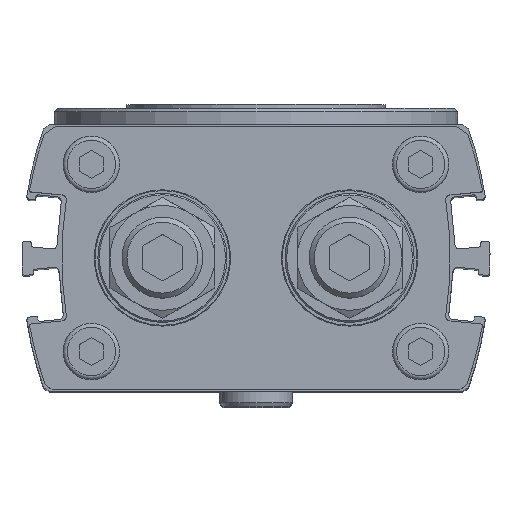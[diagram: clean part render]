
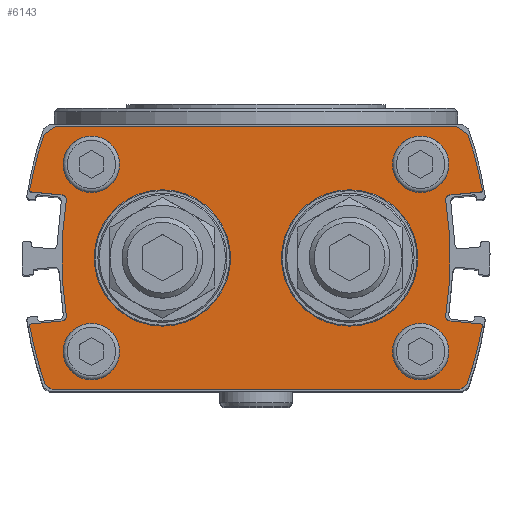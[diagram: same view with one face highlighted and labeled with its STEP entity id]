
A CAD part, top view. The second image highlights one B-rep face of the part: STEP entity #6143.
In plain terms, the highlighted planar face has unit normal (0, 0, 1).
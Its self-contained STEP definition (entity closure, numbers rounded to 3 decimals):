
#244=PLANE('',#6751);
#617=LINE('',#9876,#1081);
#621=LINE('',#9886,#1085);
#623=LINE('',#9890,#1087);
#625=LINE('',#9894,#1089);
#628=LINE('',#9902,#1092);
#633=LINE('',#9918,#1097);
#636=LINE('',#9926,#1100);
#638=LINE('',#9930,#1102);
#640=LINE('',#9934,#1104);
#643=LINE('',#9942,#1107);
#1081=VECTOR('',#7933,1000.);
#1085=VECTOR('',#7943,1000.);
#1087=VECTOR('',#7947,1000.);
#1089=VECTOR('',#7951,1000.);
#1092=VECTOR('',#7960,1000.);
#1097=VECTOR('',#7979,1000.);
#1100=VECTOR('',#7988,1000.);
#1102=VECTOR('',#7992,1000.);
#1104=VECTOR('',#7996,1000.);
#1107=VECTOR('',#8005,1000.);
#2052=ORIENTED_EDGE('',*,*,#3382,.F.);
#2053=ORIENTED_EDGE('',*,*,#3383,.F.);
#2054=ORIENTED_EDGE('',*,*,#3384,.F.);
#2055=ORIENTED_EDGE('',*,*,#3385,.F.);
#2056=ORIENTED_EDGE('',*,*,#3386,.F.);
#2057=ORIENTED_EDGE('',*,*,#3387,.F.);
#2058=ORIENTED_EDGE('',*,*,#3343,.T.);
#2059=ORIENTED_EDGE('',*,*,#3346,.T.);
#2060=ORIENTED_EDGE('',*,*,#3348,.T.);
#2061=ORIENTED_EDGE('',*,*,#3350,.T.);
#2062=ORIENTED_EDGE('',*,*,#3352,.T.);
#2063=ORIENTED_EDGE('',*,*,#3354,.T.);
#2064=ORIENTED_EDGE('',*,*,#3356,.T.);
#2065=ORIENTED_EDGE('',*,*,#3358,.F.);
#2066=ORIENTED_EDGE('',*,*,#3360,.T.);
#2067=ORIENTED_EDGE('',*,*,#3362,.F.);
#2068=ORIENTED_EDGE('',*,*,#3364,.T.);
#2069=ORIENTED_EDGE('',*,*,#3366,.T.);
#2070=ORIENTED_EDGE('',*,*,#3368,.T.);
#2071=ORIENTED_EDGE('',*,*,#3370,.T.);
#2072=ORIENTED_EDGE('',*,*,#3372,.T.);
#2073=ORIENTED_EDGE('',*,*,#3374,.T.);
#2074=ORIENTED_EDGE('',*,*,#3376,.T.);
#2075=ORIENTED_EDGE('',*,*,#3378,.F.);
#2076=ORIENTED_EDGE('',*,*,#3380,.T.);
#2077=ORIENTED_EDGE('',*,*,#3381,.F.);
#3343=EDGE_CURVE('',#4074,#4073,#617,.T.);
#3346=EDGE_CURVE('',#4073,#4075,#4544,.T.);
#3348=EDGE_CURVE('',#4075,#4076,#621,.T.);
#3350=EDGE_CURVE('',#4076,#4077,#623,.T.);
#3352=EDGE_CURVE('',#4077,#4078,#625,.T.);
#3354=EDGE_CURVE('',#4078,#4079,#4545,.T.);
#3356=EDGE_CURVE('',#4079,#4080,#628,.T.);
#3358=EDGE_CURVE('',#4081,#4080,#4546,.T.);
#3360=EDGE_CURVE('',#4081,#4082,#4547,.T.);
#3362=EDGE_CURVE('',#4083,#4082,#4548,.T.);
#3364=EDGE_CURVE('',#4083,#4084,#633,.T.);
#3366=EDGE_CURVE('',#4084,#4085,#4549,.T.);
#3368=EDGE_CURVE('',#4085,#4086,#636,.T.);
#3370=EDGE_CURVE('',#4086,#4087,#638,.T.);
#3372=EDGE_CURVE('',#4087,#4088,#640,.T.);
#3374=EDGE_CURVE('',#4088,#4089,#4550,.T.);
#3376=EDGE_CURVE('',#4089,#4090,#643,.T.);
#3378=EDGE_CURVE('',#4091,#4090,#4551,.T.);
#3380=EDGE_CURVE('',#4091,#4092,#4552,.T.);
#3381=EDGE_CURVE('',#4074,#4092,#4553,.T.);
#3382=EDGE_CURVE('',#4093,#4093,#4554,.T.);
#3383=EDGE_CURVE('',#4094,#4094,#4555,.T.);
#3384=EDGE_CURVE('',#4095,#4095,#4556,.T.);
#3385=EDGE_CURVE('',#4096,#4096,#4557,.T.);
#3386=EDGE_CURVE('',#4097,#4097,#4558,.T.);
#3387=EDGE_CURVE('',#4098,#4098,#4559,.T.);
#4073=VERTEX_POINT('',#9875);
#4074=VERTEX_POINT('',#9877);
#4075=VERTEX_POINT('',#9881);
#4076=VERTEX_POINT('',#9885);
#4077=VERTEX_POINT('',#9889);
#4078=VERTEX_POINT('',#9893);
#4079=VERTEX_POINT('',#9897);
#4080=VERTEX_POINT('',#9901);
#4081=VERTEX_POINT('',#9905);
#4082=VERTEX_POINT('',#9909);
#4083=VERTEX_POINT('',#9913);
#4084=VERTEX_POINT('',#9917);
#4085=VERTEX_POINT('',#9921);
#4086=VERTEX_POINT('',#9925);
#4087=VERTEX_POINT('',#9929);
#4088=VERTEX_POINT('',#9933);
#4089=VERTEX_POINT('',#9937);
#4090=VERTEX_POINT('',#9941);
#4091=VERTEX_POINT('',#9945);
#4092=VERTEX_POINT('',#9949);
#4093=VERTEX_POINT('',#9955);
#4094=VERTEX_POINT('',#9957);
#4095=VERTEX_POINT('',#9959);
#4096=VERTEX_POINT('',#9961);
#4097=VERTEX_POINT('',#9963);
#4098=VERTEX_POINT('',#9965);
#4544=CIRCLE('',#6723,47.4);
#4545=CIRCLE('',#6728,47.4);
#4546=CIRCLE('',#6731,0.6);
#4547=CIRCLE('',#6733,42.7);
#4548=CIRCLE('',#6735,0.6);
#4549=CIRCLE('',#6738,47.4);
#4550=CIRCLE('',#6743,47.4);
#4551=CIRCLE('',#6746,0.6);
#4552=CIRCLE('',#6748,42.7);
#4553=CIRCLE('',#6750,0.6);
#4554=CIRCLE('',#6752,8.35);
#4555=CIRCLE('',#6753,8.35);
#4556=CIRCLE('',#6754,3.5);
#4557=CIRCLE('',#6755,3.5);
#4558=CIRCLE('',#6756,3.5);
#4559=CIRCLE('',#6757,3.5);
#4861=EDGE_LOOP('',(#2052));
#4862=EDGE_LOOP('',(#2053));
#4863=EDGE_LOOP('',(#2054));
#4864=EDGE_LOOP('',(#2055));
#4865=EDGE_LOOP('',(#2056));
#4866=EDGE_LOOP('',(#2057));
#4867=EDGE_LOOP('',(#2058,#2059,#2060,#2061,#2062,#2063,#2064,#2065,#2066,
#2067,#2068,#2069,#2070,#2071,#2072,#2073,#2074,#2075,#2076,#2077));
#5453=FACE_BOUND('',#4861,.T.);
#5454=FACE_BOUND('',#4862,.T.);
#5455=FACE_BOUND('',#4863,.T.);
#5456=FACE_BOUND('',#4864,.T.);
#5457=FACE_BOUND('',#4865,.T.);
#5458=FACE_BOUND('',#4866,.T.);
#5459=FACE_BOUND('',#4867,.T.);
#6143=ADVANCED_FACE('',(#5453,#5454,#5455,#5456,#5457,#5458,#5459),#244,
 .T.);
#6723=AXIS2_PLACEMENT_3D('',#9882,#7938,#7939);
#6728=AXIS2_PLACEMENT_3D('',#9898,#7955,#7956);
#6731=AXIS2_PLACEMENT_3D('',#9906,#7964,#7965);
#6733=AXIS2_PLACEMENT_3D('',#9910,#7969,#7970);
#6735=AXIS2_PLACEMENT_3D('',#9914,#7974,#7975);
#6738=AXIS2_PLACEMENT_3D('',#9922,#7983,#7984);
#6743=AXIS2_PLACEMENT_3D('',#9938,#8000,#8001);
#6746=AXIS2_PLACEMENT_3D('',#9946,#8009,#8010);
#6748=AXIS2_PLACEMENT_3D('',#9950,#8014,#8015);
#6750=AXIS2_PLACEMENT_3D('',#9952,#8018,#8019);
#6751=AXIS2_PLACEMENT_3D('',#9953,#8020,#8021);
#6752=AXIS2_PLACEMENT_3D('',#9954,#8022,#8023);
#6753=AXIS2_PLACEMENT_3D('',#9956,#8024,#8025);
#6754=AXIS2_PLACEMENT_3D('',#9958,#8026,#8027);
#6755=AXIS2_PLACEMENT_3D('',#9960,#8028,#8029);
#6756=AXIS2_PLACEMENT_3D('',#9962,#8030,#8031);
#6757=AXIS2_PLACEMENT_3D('',#9964,#8032,#8033);
#7933=DIRECTION('',(-0.995,-0.096,0.));
#7938=DIRECTION('',(0.,0.,1.));
#7939=DIRECTION('',(1.,0.,0.));
#7943=DIRECTION('',(0.819,-0.574,0.));
#7947=DIRECTION('',(1.,0.,0.));
#7951=DIRECTION('',(0.819,0.574,0.));
#7955=DIRECTION('',(0.,0.,1.));
#7956=DIRECTION('',(1.,0.,0.));
#7960=DIRECTION('',(-0.995,0.096,0.));
#7964=DIRECTION('',(0.,0.,1.));
#7965=DIRECTION('',(1.,0.,0.));
#7969=DIRECTION('',(0.,0.,1.));
#7970=DIRECTION('',(1.,0.,0.));
#7974=DIRECTION('',(0.,0.,1.));
#7975=DIRECTION('',(1.,0.,0.));
#7979=DIRECTION('',(0.995,0.096,0.));
#7983=DIRECTION('',(0.,0.,1.));
#7984=DIRECTION('',(1.,0.,0.));
#7988=DIRECTION('',(-0.819,0.574,0.));
#7992=DIRECTION('',(-1.,0.,0.));
#7996=DIRECTION('',(-0.819,-0.574,0.));
#8000=DIRECTION('',(0.,0.,1.));
#8001=DIRECTION('',(1.,0.,0.));
#8005=DIRECTION('',(0.995,-0.096,0.));
#8009=DIRECTION('',(0.,0.,1.));
#8010=DIRECTION('',(1.,0.,0.));
#8014=DIRECTION('',(0.,0.,1.));
#8015=DIRECTION('',(1.,0.,0.));
#8018=DIRECTION('',(0.,0.,1.));
#8019=DIRECTION('',(1.,0.,0.));
#8020=DIRECTION('',(0.,0.,1.));
#8021=DIRECTION('',(1.,0.,0.));
#8022=DIRECTION('',(0.,0.,1.));
#8023=DIRECTION('',(1.,0.,0.));
#8024=DIRECTION('',(0.,0.,1.));
#8025=DIRECTION('',(1.,0.,0.));
#8026=DIRECTION('',(0.,0.,1.));
#8027=DIRECTION('',(1.,0.,0.));
#8028=DIRECTION('',(0.,0.,1.));
#8029=DIRECTION('',(1.,0.,0.));
#8030=DIRECTION('',(0.,0.,1.));
#8031=DIRECTION('',(1.,0.,0.));
#8032=DIRECTION('',(0.,0.,1.));
#8033=DIRECTION('',(1.,0.,0.));
#9875=CARTESIAN_POINT('',(-28.085,8.3,52.5));
#9876=CARTESIAN_POINT('',(-24.037,8.69,52.5));
#9877=CARTESIAN_POINT('',(-24.037,8.69,52.5));
#9881=CARTESIAN_POINT('',(-26.124,0.8,52.5));
#9882=CARTESIAN_POINT('',(18.6,16.5,52.5));
#9885=CARTESIAN_POINT('',(-25.267,0.2,52.5));
#9886=CARTESIAN_POINT('',(-26.124,0.8,52.5));
#9889=CARTESIAN_POINT('',(25.267,0.2,52.5));
#9890=CARTESIAN_POINT('',(-25.267,0.2,52.5));
#9893=CARTESIAN_POINT('',(26.124,0.8,52.5));
#9894=CARTESIAN_POINT('',(25.267,0.2,52.5));
#9897=CARTESIAN_POINT('',(28.085,8.3,52.5));
#9898=CARTESIAN_POINT('',(-18.6,16.5,52.5));
#9901=CARTESIAN_POINT('',(24.037,8.69,52.5));
#9902=CARTESIAN_POINT('',(28.085,8.3,52.5));
#9905=CARTESIAN_POINT('',(23.503,9.387,52.5));
#9906=CARTESIAN_POINT('',(24.095,9.287,52.5));
#9909=CARTESIAN_POINT('',(23.503,23.613,52.5));
#9910=CARTESIAN_POINT('',(-18.6,16.5,52.5));
#9913=CARTESIAN_POINT('',(24.037,24.31,52.5));
#9914=CARTESIAN_POINT('',(24.095,23.713,52.5));
#9917=CARTESIAN_POINT('',(28.085,24.7,52.5));
#9918=CARTESIAN_POINT('',(24.037,24.31,52.5));
#9921=CARTESIAN_POINT('',(26.254,31.826,52.5));
#9922=CARTESIAN_POINT('',(-18.6,16.5,52.5));
#9925=CARTESIAN_POINT('',(24.863,32.8,52.5));
#9926=CARTESIAN_POINT('',(26.254,31.826,52.5));
#9929=CARTESIAN_POINT('',(-24.863,32.8,52.5));
#9930=CARTESIAN_POINT('',(24.863,32.8,52.5));
#9933=CARTESIAN_POINT('',(-26.254,31.826,52.5));
#9934=CARTESIAN_POINT('',(-24.863,32.8,52.5));
#9937=CARTESIAN_POINT('',(-28.085,24.7,52.5));
#9938=CARTESIAN_POINT('',(18.6,16.5,52.5));
#9941=CARTESIAN_POINT('',(-24.037,24.31,52.5));
#9942=CARTESIAN_POINT('',(-28.085,24.7,52.5));
#9945=CARTESIAN_POINT('',(-23.503,23.613,52.5));
#9946=CARTESIAN_POINT('',(-24.095,23.713,52.5));
#9949=CARTESIAN_POINT('',(-23.503,9.387,52.5));
#9950=CARTESIAN_POINT('',(18.6,16.5,52.5));
#9952=CARTESIAN_POINT('',(-24.095,9.287,52.5));
#9953=CARTESIAN_POINT('',(18.6,16.5,52.5));
#9954=CARTESIAN_POINT('',(-11.6,16.5,52.5));
#9955=CARTESIAN_POINT('',(-3.25,16.5,52.5));
#9956=CARTESIAN_POINT('',(11.6,16.5,52.5));
#9957=CARTESIAN_POINT('',(19.95,16.5,52.5));
#9958=CARTESIAN_POINT('',(-20.4,28.1,52.5));
#9959=CARTESIAN_POINT('',(-16.9,28.1,52.5));
#9960=CARTESIAN_POINT('',(20.4,28.1,52.5));
#9961=CARTESIAN_POINT('',(23.9,28.1,52.5));
#9962=CARTESIAN_POINT('',(-20.4,4.9,52.5));
#9963=CARTESIAN_POINT('',(-16.9,4.9,52.5));
#9964=CARTESIAN_POINT('',(20.4,4.9,52.5));
#9965=CARTESIAN_POINT('',(23.9,4.9,52.5));
